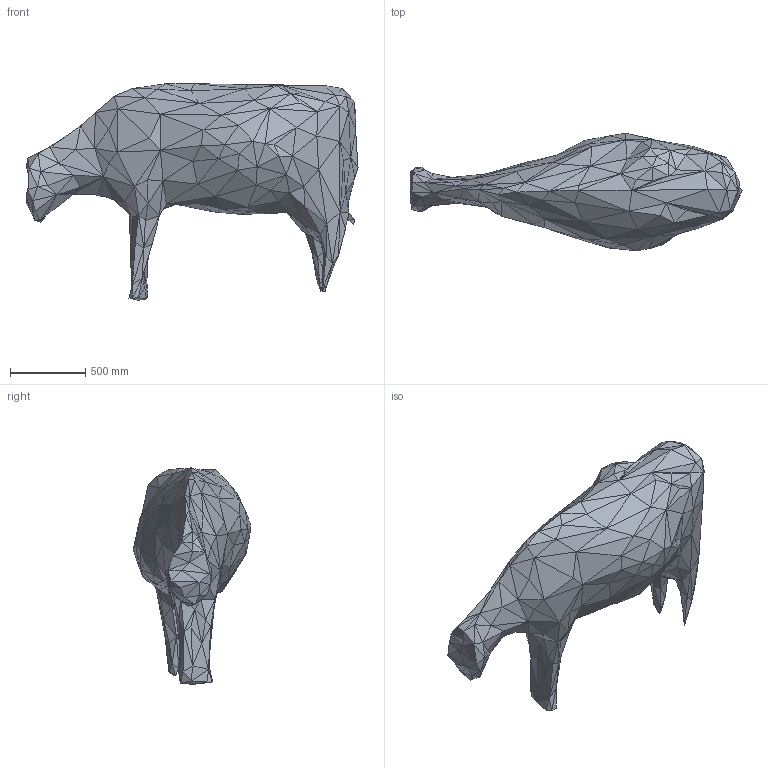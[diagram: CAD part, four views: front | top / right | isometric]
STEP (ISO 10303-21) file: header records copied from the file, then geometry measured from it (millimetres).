
FILE_DESCRIPTION(('STEP AP214'),'1');
FILE_NAME('Bovine_Model.step','2021-10-04T02:27:01',(' '),('ANSOFT Corporation'),'Spatial InterOp 3D',' ',' ');
FILE_SCHEMA(('AUTOMOTIVE_DESIGN { 1 0 10303 214 1 1 1 1 }'));
Length unit declared in the file: centimetre
Products named in the file (1): body
Bounding box: 2203 x 780.64 x 1436.92 mm (x, y, z)
Volume: 650829432.3 mm3; surface area: 5349695 mm2
Topology: 1 solids, 1 shells, 652 faces, 978 edges, 324 vertices
Faces by surface type: plane 652
Entity records: 17959 total; most frequent: DIRECTION 2284, ORIENTED_EDGE 1956, CARTESIAN_POINT 1955, EDGE_CURVE 978, LINE 978, VECTOR 978, STYLED_ITEM 653, PRESENTATION_STYLE_ASSIGNMENT 653
